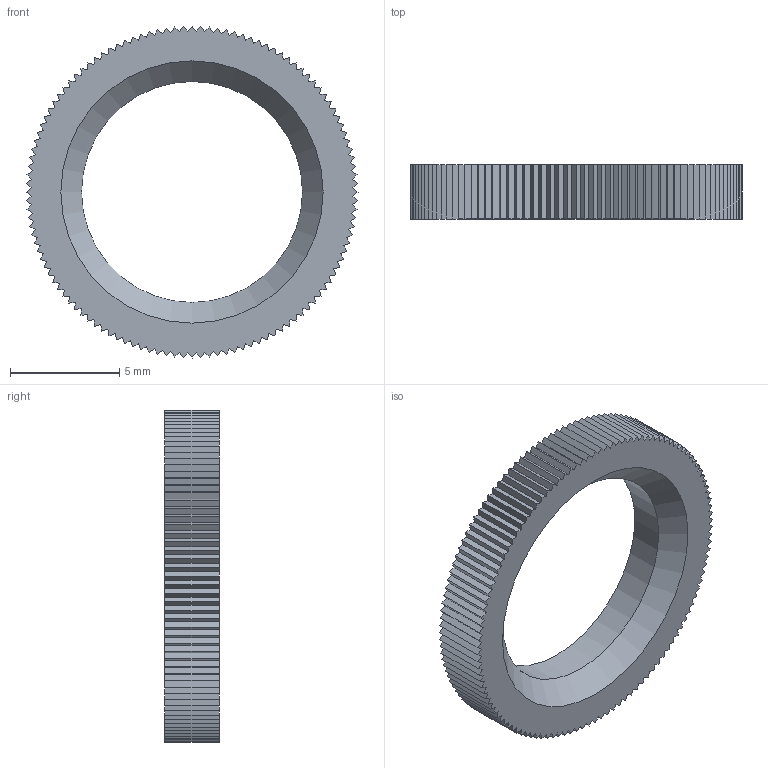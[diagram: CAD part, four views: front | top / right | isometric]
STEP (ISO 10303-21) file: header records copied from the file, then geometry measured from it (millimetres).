
FILE_DESCRIPTION(/* description */ ('AT504 - Knurled Face Nut-'),/* implementation_level */ '2;1');
FILE_NAME(/* name */ 'AT504.ipt.step',/* time_stamp */ '2014-01-01T17:23:58-08:00',/* author */ ('Cadenas PARTsolutions'),/* organization */ ('NKKSWITCHES'),/* preprocessor_version */ 'ST-DEVELOPER v15.2',/* originating_system */ 'Autodesk Inventor 2014',/* authorisation */ '');
FILE_SCHEMA (('AUTOMOTIVE_DESIGN { 1 0 10303 214 3 1 1 }'));
Length unit declared in the file: inch
Products named in the file (1): AT504
Bounding box: 15.19 x 2.49 x 15.19 mm (x, y, z)
Volume: 222.6 mm3; surface area: 433.4 mm2
Topology: 1 solids, 1 shells, 244 faces, 725 edges, 483 vertices
Faces by surface type: plane 242, cone 1, cylinder 1
Full cylindrical faces by diameter (mm): 10.106 x1
Entity records: 8021 total; most frequent: CARTESIAN_POINT 1451, ORIENTED_EDGE 1446, DIRECTION 1216, EDGE_CURVE 723, LINE 720, VECTOR 720, VERTEX_POINT 483, EDGE_LOOP 248
